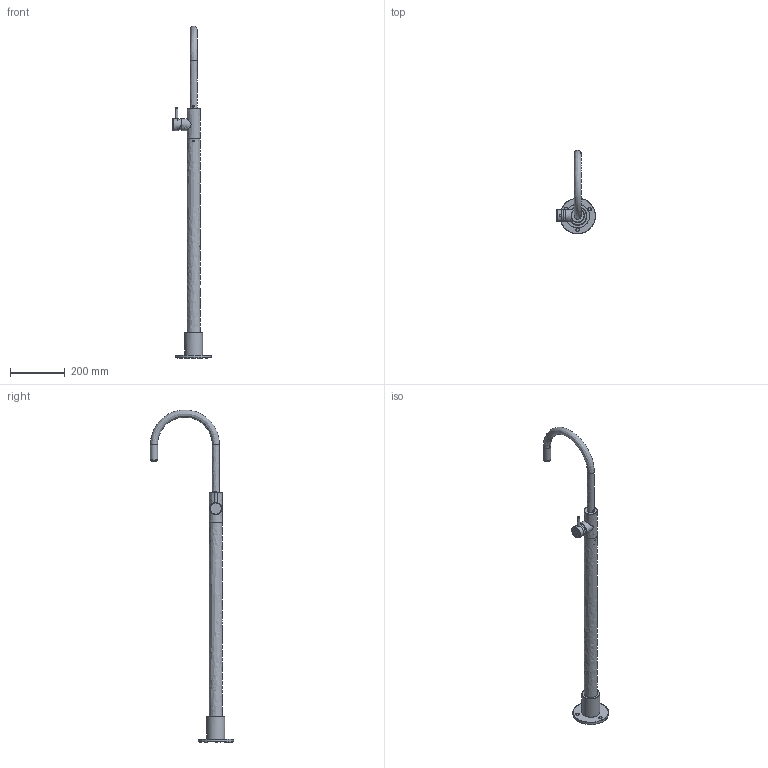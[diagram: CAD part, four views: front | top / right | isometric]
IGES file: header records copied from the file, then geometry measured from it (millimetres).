
Start section: C
Global section: file name: CB078W.igs; native system: By Siemens PLM Incorporated; preprocessor: XPlus GENERIC/IGES 18.0.17; author: Author; organization: Title; date: 20160315.102452; units: millimetre
Bounding box: 141.6 x 302.75 x 1209.84 mm (x, y, z)
Volume: 4020.6 mm3; surface area: 261356.7 mm2
Topology: 2 solids, 2 shells, 110 faces, 641 edges, 636 vertices
Faces by surface type: bspline 110
